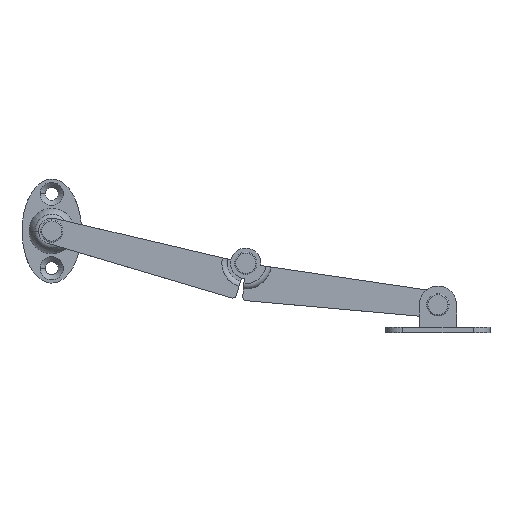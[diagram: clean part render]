
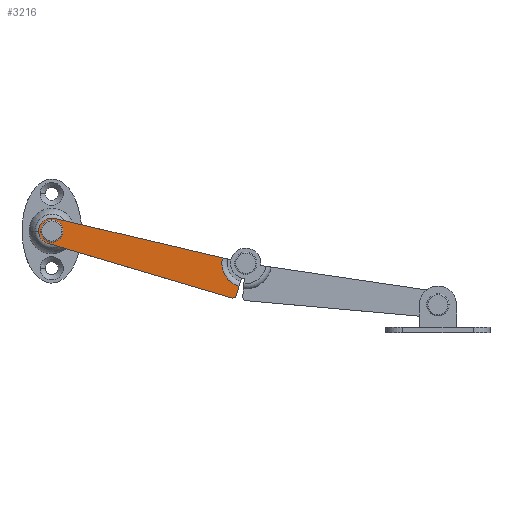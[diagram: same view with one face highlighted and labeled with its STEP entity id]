
A CAD part, top view. The second image highlights one B-rep face of the part: STEP entity #3216.
In plain terms, the highlighted face is planar.
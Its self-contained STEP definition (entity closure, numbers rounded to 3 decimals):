
#1967 = CARTESIAN_POINT ( 'NONE',  ( 6.414, 0., 0. ) ) ;
#1968 = AXIS2_PLACEMENT_3D ( 'NONE', #1967, #2022, #2021 ) ;
#1969 = PLANE ( 'NONE',  #1968 ) ;
#1971 = FACE_OUTER_BOUND ( 'NONE', #3289, .T. ) ;
#1972 = FACE_BOUND ( 'NONE', #3211, .T. ) ;
#1973 = DIRECTION ( 'NONE',  ( 0., 0., 1. ) ) ;
#1974 = DIRECTION ( 'NONE',  ( 0., 1., 0. ) ) ;
#1975 = CARTESIAN_POINT ( 'NONE',  ( -52.5, 0., -6.5 ) ) ;
#1976 = AXIS2_PLACEMENT_3D ( 'NONE', #1975, #1974, #1973 ) ;
#1977 = CIRCLE ( 'NONE', #1976, 1.55 ) ;
#2021 = DIRECTION ( 'NONE',  ( 0., 0., -1. ) ) ;
#2022 = DIRECTION ( 'NONE',  ( 0., -1., 0. ) ) ;
#2023 = CARTESIAN_POINT ( 'NONE',  ( -52.5, 0., -10. ) ) ;
#2063 = CARTESIAN_POINT ( 'NONE',  ( -52.5, 0., -8.05 ) ) ;
#2065 = CARTESIAN_POINT ( 'NONE',  ( -52.5, 0., -4.95 ) ) ;
#2066 = DIRECTION ( 'NONE',  ( 0.998, 0., 0.057 ) ) ;
#2067 = VECTOR ( 'NONE', #2066, 1000. ) ;
#2068 = CARTESIAN_POINT ( 'NONE',  ( -52.699, 0., -3.006 ) ) ;
#2069 = LINE ( 'NONE', #2068, #2067 ) ;
#2070 = CARTESIAN_POINT ( 'NONE',  ( 0., 0., -6.414 ) ) ;
#2071 = DIRECTION ( 'NONE',  ( 0., 0., 1. ) ) ;
#2072 = DIRECTION ( 'NONE',  ( 0., 1., 0. ) ) ;
#2073 = CARTESIAN_POINT ( 'NONE',  ( -52.5, 0., -6.5 ) ) ;
#2074 = AXIS2_PLACEMENT_3D ( 'NONE', #2073, #2072, #2071 ) ;
#2075 = CIRCLE ( 'NONE', #2074, 1.55 ) ;
#2076 = CARTESIAN_POINT ( 'NONE',  ( 0., 0., -9. ) ) ;
#2077 = CARTESIAN_POINT ( 'NONE',  ( -52.699, 0., -3.006 ) ) ;
#2078 = DIRECTION ( 'NONE',  ( 0., 0., 1. ) ) ;
#2079 = DIRECTION ( 'NONE',  ( 0., 1., 0. ) ) ;
#2080 = CARTESIAN_POINT ( 'NONE',  ( -52.5, 0., -6.5 ) ) ;
#2081 = AXIS2_PLACEMENT_3D ( 'NONE', #2080, #2079, #2078 ) ;
#2082 = CIRCLE ( 'NONE', #2081, 3.5 ) ;
#2089 = CARTESIAN_POINT ( 'NONE',  ( -6.404, 0., -0.365 ) ) ;
#2111 = DIRECTION ( 'NONE',  ( 0., 0., -1. ) ) ;
#2112 = VECTOR ( 'NONE', #2111, 1000. ) ;
#2113 = CARTESIAN_POINT ( 'NONE',  ( 0., 0., -4.1 ) ) ;
#2114 = LINE ( 'NONE', #2113, #2112 ) ;
#2115 = DIRECTION ( 'NONE',  ( 0., 0., -1. ) ) ;
#2116 = DIRECTION ( 'NONE',  ( 0., -1., 0. ) ) ;
#2117 = CARTESIAN_POINT ( 'NONE',  ( 0., 0., 0. ) ) ;
#2118 = AXIS2_PLACEMENT_3D ( 'NONE', #2117, #2116, #2115 ) ;
#2119 = CIRCLE ( 'NONE', #2118, 6.414 ) ;
#2160 = DIRECTION ( 'NONE',  ( -1., 0., 0. ) ) ;
#2161 = VECTOR ( 'NONE', #2160, 1000. ) ;
#2162 = CARTESIAN_POINT ( 'NONE',  ( -1., 0., -10. ) ) ;
#2163 = LINE ( 'NONE', #2162, #2161 ) ;
#2164 = CARTESIAN_POINT ( 'NONE',  ( -1., 0., -10. ) ) ;
#2175 = DIRECTION ( 'NONE',  ( 0., 0., -1. ) ) ;
#2176 = DIRECTION ( 'NONE',  ( 0., 1., 0. ) ) ;
#2177 = CARTESIAN_POINT ( 'NONE',  ( -1., 0., -9. ) ) ;
#2178 = AXIS2_PLACEMENT_3D ( 'NONE', #2177, #2176, #2175 ) ;
#2179 = CIRCLE ( 'NONE', #2178, 1. ) ;
#3211 = EDGE_LOOP ( 'NONE', ( #3213, #3296 ) ) ;
#3212 = EDGE_CURVE ( 'NONE', #3278, #3283, #1977, .T. ) ;
#3213 = ORIENTED_EDGE ( 'NONE', *, *, #3212, .T. ) ;
#3216 = ADVANCED_FACE ( 'NONE', ( #1972, #1971 ), #1969, .T. ) ;
#3259 = VERTEX_POINT ( 'NONE', #2023 ) ;
#3260 = ORIENTED_EDGE ( 'NONE', *, *, #3287, .F. ) ;
#3261 = VERTEX_POINT ( 'NONE', #2089 ) ;
#3265 = ORIENTED_EDGE ( 'NONE', *, *, #3266, .F. ) ;
#3266 = EDGE_CURVE ( 'NONE', #3259, #3267, #2082, .T. ) ;
#3267 = VERTEX_POINT ( 'NONE', #2077 ) ;
#3269 = VERTEX_POINT ( 'NONE', #2076 ) ;
#3271 = EDGE_CURVE ( 'NONE', #3283, #3278, #2075, .T. ) ;
#3272 = VERTEX_POINT ( 'NONE', #2070 ) ;
#3277 = EDGE_CURVE ( 'NONE', #3267, #3261, #2069, .T. ) ;
#3278 = VERTEX_POINT ( 'NONE', #2065 ) ;
#3281 = ORIENTED_EDGE ( 'NONE', *, *, #3277, .F. ) ;
#3283 = VERTEX_POINT ( 'NONE', #2063 ) ;
#3287 = EDGE_CURVE ( 'NONE', #3261, #3272, #2119, .T. ) ;
#3288 = EDGE_CURVE ( 'NONE', #3272, #3269, #2114, .T. ) ;
#3289 = EDGE_LOOP ( 'NONE', ( #3290, #3260, #3281, #3265, #3324, #3315 ) ) ;
#3290 = ORIENTED_EDGE ( 'NONE', *, *, #3288, .F. ) ;
#3296 = ORIENTED_EDGE ( 'NONE', *, *, #3271, .T. ) ;
#3314 = EDGE_CURVE ( 'NONE', #3269, #3322, #2179, .T. ) ;
#3315 = ORIENTED_EDGE ( 'NONE', *, *, #3314, .F. ) ;
#3322 = VERTEX_POINT ( 'NONE', #2164 ) ;
#3323 = EDGE_CURVE ( 'NONE', #3322, #3259, #2163, .T. ) ;
#3324 = ORIENTED_EDGE ( 'NONE', *, *, #3323, .F. ) ;
